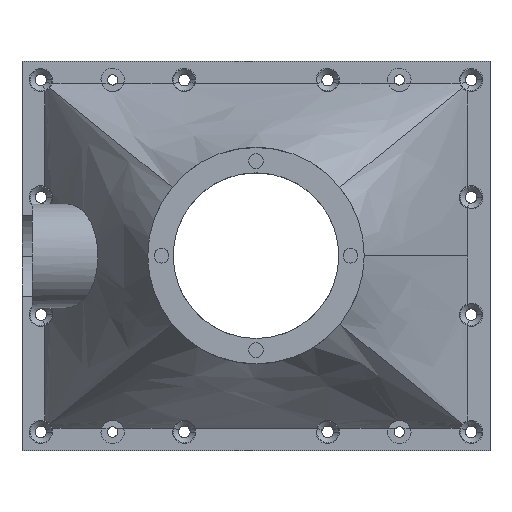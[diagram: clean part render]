
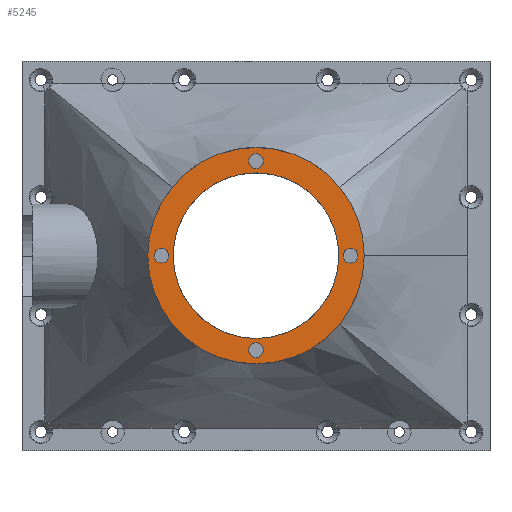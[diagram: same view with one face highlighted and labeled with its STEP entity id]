
A CAD part, top view. The second image highlights one B-rep face of the part: STEP entity #5245.
In plain terms, the highlighted planar face has unit normal (0, 0, 1).
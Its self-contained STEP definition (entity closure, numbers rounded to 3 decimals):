
#4844 = VERTEX_POINT('',#4845);
#4845 = CARTESIAN_POINT('',(32.,0.,77.75));
#4851 = EDGE_CURVE('',#4844,#4844,#4852,.T.);
#4852 = CIRCLE('',#4853,32.);
#4853 = AXIS2_PLACEMENT_3D('',#4854,#4855,#4856);
#4854 = CARTESIAN_POINT('',(0.,0.,77.75));
#4855 = DIRECTION('',(0.,0.,1.));
#4856 = DIRECTION('',(1.,0.,0.));
#5074 = VERTEX_POINT('',#5075);
#5075 = CARTESIAN_POINT('',(41.8,0.,77.75));
#5081 = EDGE_CURVE('',#5074,#5074,#5082,.T.);
#5082 = CIRCLE('',#5083,41.8);
#5083 = AXIS2_PLACEMENT_3D('',#5084,#5085,#5086);
#5084 = CARTESIAN_POINT('',(0.,0.,77.75));
#5085 = DIRECTION('',(0.,0.,1.));
#5086 = DIRECTION('',(1.,0.,0.));
#5245 = ADVANCED_FACE('',(#5246,#5249,#5260,#5271,#5282,#5285),#5296,.T.
  );
#5246 = FACE_BOUND('',#5247,.T.);
#5247 = EDGE_LOOP('',(#5248));
#5248 = ORIENTED_EDGE('',*,*,#5081,.T.);
#5249 = FACE_BOUND('',#5250,.T.);
#5250 = EDGE_LOOP('',(#5251));
#5251 = ORIENTED_EDGE('',*,*,#5252,.F.);
#5252 = EDGE_CURVE('',#5253,#5253,#5255,.T.);
#5253 = VERTEX_POINT('',#5254);
#5254 = CARTESIAN_POINT('',(-2.85,-36.5,77.75));
#5255 = CIRCLE('',#5256,2.85);
#5256 = AXIS2_PLACEMENT_3D('',#5257,#5258,#5259);
#5257 = CARTESIAN_POINT('',(0.,-36.5,77.75));
#5258 = DIRECTION('',(0.,0.,1.));
#5259 = DIRECTION('',(-1.,0.,0.));
#5260 = FACE_BOUND('',#5261,.T.);
#5261 = EDGE_LOOP('',(#5262));
#5262 = ORIENTED_EDGE('',*,*,#5263,.F.);
#5263 = EDGE_CURVE('',#5264,#5264,#5266,.T.);
#5264 = VERTEX_POINT('',#5265);
#5265 = CARTESIAN_POINT('',(36.5,-2.85,77.75));
#5266 = CIRCLE('',#5267,2.85);
#5267 = AXIS2_PLACEMENT_3D('',#5268,#5269,#5270);
#5268 = CARTESIAN_POINT('',(36.5,0.,77.75));
#5269 = DIRECTION('',(-0.,0.,1.));
#5270 = DIRECTION('',(0.,-1.,0.));
#5271 = FACE_BOUND('',#5272,.T.);
#5272 = EDGE_LOOP('',(#5273));
#5273 = ORIENTED_EDGE('',*,*,#5274,.F.);
#5274 = EDGE_CURVE('',#5275,#5275,#5277,.T.);
#5275 = VERTEX_POINT('',#5276);
#5276 = CARTESIAN_POINT('',(-36.5,2.85,77.75));
#5277 = CIRCLE('',#5278,2.85);
#5278 = AXIS2_PLACEMENT_3D('',#5279,#5280,#5281);
#5279 = CARTESIAN_POINT('',(-36.5,0.,77.75));
#5280 = DIRECTION('',(0.,-0.,1.));
#5281 = DIRECTION('',(0.,1.,0.));
#5282 = FACE_BOUND('',#5283,.T.);
#5283 = EDGE_LOOP('',(#5284));
#5284 = ORIENTED_EDGE('',*,*,#4851,.F.);
#5285 = FACE_BOUND('',#5286,.T.);
#5286 = EDGE_LOOP('',(#5287));
#5287 = ORIENTED_EDGE('',*,*,#5288,.F.);
#5288 = EDGE_CURVE('',#5289,#5289,#5291,.T.);
#5289 = VERTEX_POINT('',#5290);
#5290 = CARTESIAN_POINT('',(2.85,36.5,77.75));
#5291 = CIRCLE('',#5292,2.85);
#5292 = AXIS2_PLACEMENT_3D('',#5293,#5294,#5295);
#5293 = CARTESIAN_POINT('',(0.,36.5,77.75));
#5294 = DIRECTION('',(0.,0.,1.));
#5295 = DIRECTION('',(1.,0.,0.));
#5296 = PLANE('',#5297);
#5297 = AXIS2_PLACEMENT_3D('',#5298,#5299,#5300);
#5298 = CARTESIAN_POINT('',(0.,0.,77.75));
#5299 = DIRECTION('',(0.,0.,1.));
#5300 = DIRECTION('',(1.,0.,0.));
